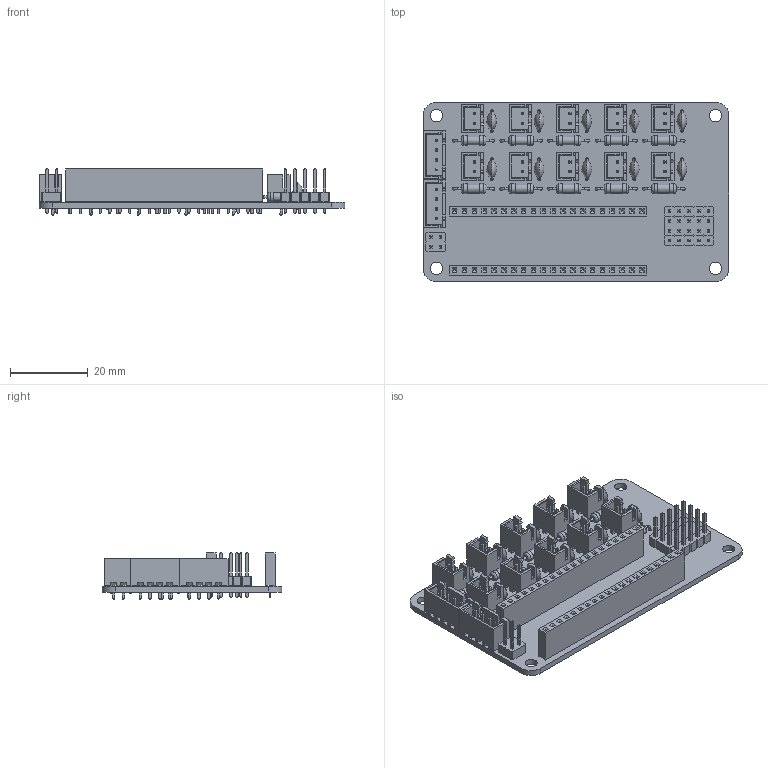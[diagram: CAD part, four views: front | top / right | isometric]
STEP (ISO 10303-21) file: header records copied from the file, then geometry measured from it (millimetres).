
FILE_DESCRIPTION(('KiCad electronic assembly'),'2;1');
FILE_NAME('ThermEX-Simple.step','2025-10-24T16:58:37',('Pcbnew'),( 'Kicad'),'Open CASCADE STEP processor 7.9','KiCad to STEP converter' ,'Unknown');
FILE_SCHEMA(('AUTOMOTIVE_DESIGN { 1 0 10303 214 1 1 1 1 }'));
Length unit declared in the file: millimetre
Products named in the file (10): ThermEX-Simple 1; R_Axial_DIN0207_L6.3mm_D2.5mm_P10.16mm_Horizontal; C_Disc_D5.0mm_W2.5mm_P5.00mm; PinSocket_1x20_P2.54mm_Vertical; JST_XH_B2B-XH-A_1x02_P2.50mm_Vertical; PinHeader_1x05_P2.54mm_Vertical; PinHeader_2x05_P2.54mm_Vertical; PinHeader_2x02_P2.54mm_Vertical; JST_XH_B4B-XH-A_1x04_P2.50mm_Vertical; ThermEX-Simple_PCB
Assembly tree (39 placements, depth 2):
  ThermEX-Simple 1
    R_Axial_DIN0207_L6.3mm_D2.5mm_P10.16mm_Horizontal  x10
    C_Disc_D5.0mm_W2.5mm_P5.00mm  x10
    PinSocket_1x20_P2.54mm_Vertical  x2
    JST_XH_B2B-XH-A_1x02_P2.50mm_Vertical  x10
    PinHeader_1x05_P2.54mm_Vertical  x2
    PinHeader_2x05_P2.54mm_Vertical
    PinHeader_2x02_P2.54mm_Vertical
    JST_XH_B4B-XH-A_1x04_P2.50mm_Vertical  x2
    ThermEX-Simple_PCB
Bounding box: 78.85 x 46.28 x 11.94 mm (x, y, z)
Volume: 10478.8 mm3; surface area: 19145.5 mm2
Topology: 39 solids, 39 shells, 3198 faces, 8134 edges, 5218 vertices
Faces by surface type: plane 2820, cylinder 298, torus 40, revolution 20, sphere 20
Full cylindrical faces by diameter (mm): 0.5 x40, 0.6 x40, 0.8 x40, 0.95 x8, 1 x84, 2.25 x10, 2.5 x20, 3.2 x4
Entity records: 52282 total; most frequent: CARTESIAN_POINT 7286, ORIENTED_EDGE 6932, DIRECTION 6589, EDGE_CURVE 3466, LINE 3131, VECTOR 3131, VERTEX_POINT 2219, AXIS2_PLACEMENT_3D 1728
